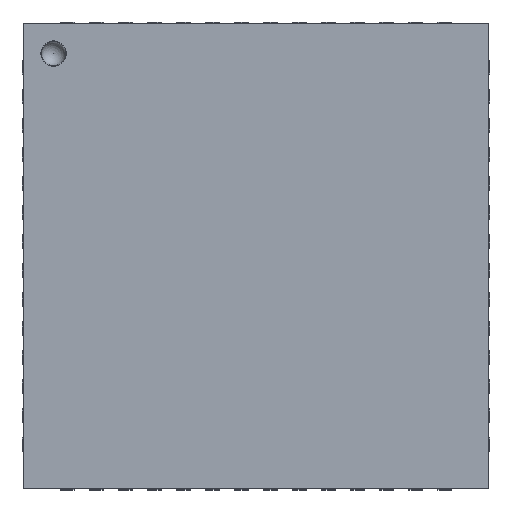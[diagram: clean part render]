
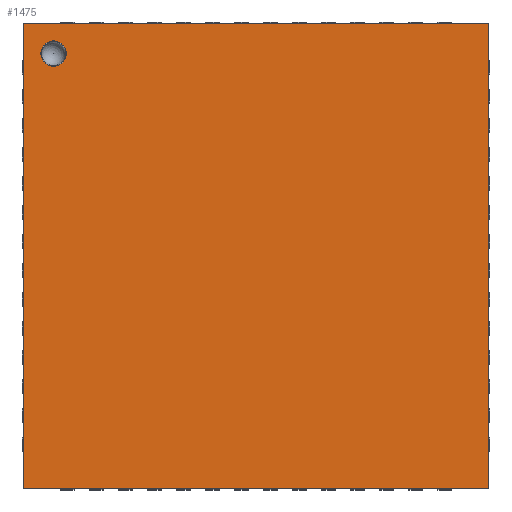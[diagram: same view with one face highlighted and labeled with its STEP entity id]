
A CAD part, top view. The second image highlights one B-rep face of the part: STEP entity #1475.
In plain terms, the highlighted planar face has unit normal (0, 0, 1).
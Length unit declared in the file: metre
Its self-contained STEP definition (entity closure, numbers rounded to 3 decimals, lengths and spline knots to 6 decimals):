
#1475 = ADVANCED_FACE( '', ( #3918, #3919 ), #3920, .T. );
#2403 = EDGE_CURVE( '', #5343, #5343, #5344, .T. );
#2419 = EDGE_CURVE( '', #5363, #4732, #5364, .T. );
#2757 = EDGE_CURVE( '', #4732, #5799, #5800, .T. );
#3341 = EDGE_CURVE( '', #6073, #5799, #6496, .T. );
#3403 = EDGE_CURVE( '', #5363, #6073, #6568, .T. );
#3918 = FACE_OUTER_BOUND( '', #7227, .T. );
#3919 = FACE_BOUND( '', #7228, .T. );
#3920 = PLANE( '', #7229 );
#4732 = VERTEX_POINT( '', #8381 );
#5343 = VERTEX_POINT( '', #9250 );
#5344 = CIRCLE( '', #9251, 0.000219 );
#5363 = VERTEX_POINT( '', #9281 );
#5364 = LINE( '', #9282, #9283 );
#5799 = VERTEX_POINT( '', #9923 );
#5800 = LINE( '', #9924, #9925 );
#6073 = VERTEX_POINT( '', #10343 );
#6496 = LINE( '', #11029, #11030 );
#6568 = LINE( '', #11143, #11144 );
#7227 = EDGE_LOOP( '', ( #11398, #11399, #11400, #11401 ) );
#7228 = EDGE_LOOP( '', ( #11402 ) );
#7229 = AXIS2_PLACEMENT_3D( '', #11403, #11404, #11405 );
#8381 = CARTESIAN_POINT( '', ( -0.004, 0.004, 0.0009 ) );
#9250 = CARTESIAN_POINT( '', ( -0.003263, 0.003481, 0.0009 ) );
#9251 = AXIS2_PLACEMENT_3D( '', #13013, #13014, #13015 );
#9281 = CARTESIAN_POINT( '', ( -0.004, -0.004, 0.0009 ) );
#9282 = CARTESIAN_POINT( '', ( -0.004, -0.004, 0.0009 ) );
#9283 = VECTOR( '', #13037, 1. );
#9923 = CARTESIAN_POINT( '', ( 0.004, 0.004, 0.0009 ) );
#9924 = CARTESIAN_POINT( '', ( -0.004, 0.004, 0.0009 ) );
#9925 = VECTOR( '', #13668, 1. );
#10343 = CARTESIAN_POINT( '', ( 0.004, -0.004, 0.0009 ) );
#11029 = CARTESIAN_POINT( '', ( 0.004, -0.004, 0.0009 ) );
#11030 = VECTOR( '', #14571, 1. );
#11143 = CARTESIAN_POINT( '', ( -0.004, -0.004, 0.0009 ) );
#11144 = VECTOR( '', #14672, 1. );
#11398 = ORIENTED_EDGE( '', *, *, #2419, .F. );
#11399 = ORIENTED_EDGE( '', *, *, #3403, .T. );
#11400 = ORIENTED_EDGE( '', *, *, #3341, .T. );
#11401 = ORIENTED_EDGE( '', *, *, #2757, .F. );
#11402 = ORIENTED_EDGE( '', *, *, #2403, .F. );
#11403 = CARTESIAN_POINT( '', ( -0.004, -0.004, 0.0009 ) );
#11404 = DIRECTION( '', ( 0., 0., 1. ) );
#11405 = DIRECTION( '', ( 1., 0., 0. ) );
#13013 = CARTESIAN_POINT( '', ( -0.003481, 0.003481, 0.0009 ) );
#13014 = DIRECTION( '', ( 0., 0., 1. ) );
#13015 = DIRECTION( '', ( 1., 0., 0. ) );
#13037 = DIRECTION( '', ( 0., 1., 0. ) );
#13668 = DIRECTION( '', ( 1., 0., 0. ) );
#14571 = DIRECTION( '', ( 0., 1., 0. ) );
#14672 = DIRECTION( '', ( 1., 0., 0. ) );
